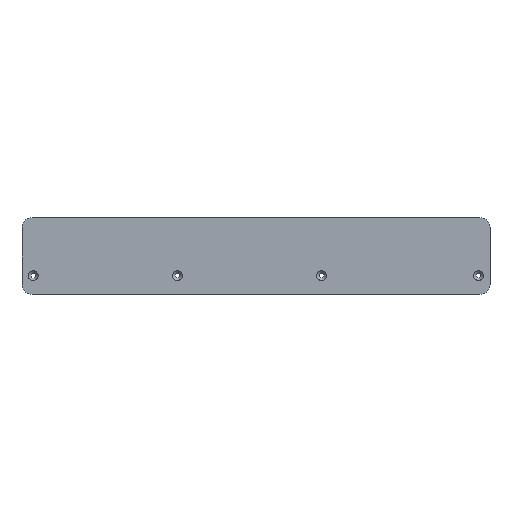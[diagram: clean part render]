
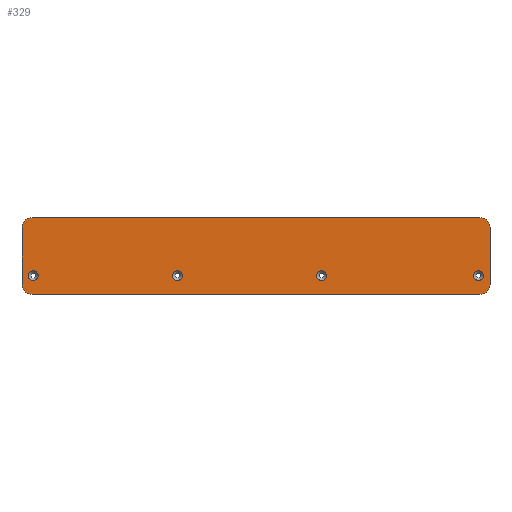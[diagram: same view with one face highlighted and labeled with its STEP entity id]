
A CAD part, top view. The second image highlights one B-rep face of the part: STEP entity #329.
In plain terms, the highlighted planar face has unit normal (0, 0, 1).
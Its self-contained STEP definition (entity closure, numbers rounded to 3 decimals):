
#15=FACE_BOUND('',#72,.T.);
#16=FACE_BOUND('',#73,.T.);
#17=FACE_BOUND('',#74,.T.);
#18=FACE_BOUND('',#75,.T.);
#27=PLANE('',#381);
#53=FACE_OUTER_BOUND('',#71,.T.);
#71=EDGE_LOOP('',(#285,#286,#287,#288,#289,#290,#291,#292));
#72=EDGE_LOOP('',(#293));
#73=EDGE_LOOP('',(#294));
#74=EDGE_LOOP('',(#295));
#75=EDGE_LOOP('',(#296));
#91=LINE('',#533,#115);
#95=LINE('',#545,#119);
#99=LINE('',#557,#123);
#103=LINE('',#569,#127);
#115=VECTOR('',#437,10.);
#119=VECTOR('',#449,10.);
#123=VECTOR('',#461,10.);
#127=VECTOR('',#473,10.);
#129=CIRCLE('',#346,2.4);
#131=CIRCLE('',#349,2.4);
#133=CIRCLE('',#352,2.4);
#135=CIRCLE('',#355,2.4);
#142=CIRCLE('',#368,5.);
#144=CIRCLE('',#372,5.);
#146=CIRCLE('',#376,5.);
#148=CIRCLE('',#380,5.);
#149=VERTEX_POINT('',#487);
#151=VERTEX_POINT('',#493);
#153=VERTEX_POINT('',#499);
#155=VERTEX_POINT('',#505);
#163=VERTEX_POINT('',#530);
#164=VERTEX_POINT('',#532);
#166=VERTEX_POINT('',#538);
#168=VERTEX_POINT('',#544);
#170=VERTEX_POINT('',#550);
#172=VERTEX_POINT('',#556);
#174=VERTEX_POINT('',#562);
#176=VERTEX_POINT('',#568);
#177=EDGE_CURVE('',#149,#149,#129,.T.);
#180=EDGE_CURVE('',#151,#151,#131,.T.);
#183=EDGE_CURVE('',#153,#153,#133,.T.);
#186=EDGE_CURVE('',#155,#155,#135,.T.);
#199=EDGE_CURVE('',#164,#163,#91,.T.);
#202=EDGE_CURVE('',#166,#164,#142,.T.);
#205=EDGE_CURVE('',#168,#166,#95,.T.);
#208=EDGE_CURVE('',#170,#168,#144,.T.);
#211=EDGE_CURVE('',#172,#170,#99,.T.);
#214=EDGE_CURVE('',#174,#172,#146,.T.);
#217=EDGE_CURVE('',#176,#174,#103,.T.);
#220=EDGE_CURVE('',#163,#176,#148,.T.);
#285=ORIENTED_EDGE('',*,*,#220,.T.);
#286=ORIENTED_EDGE('',*,*,#217,.T.);
#287=ORIENTED_EDGE('',*,*,#214,.T.);
#288=ORIENTED_EDGE('',*,*,#211,.T.);
#289=ORIENTED_EDGE('',*,*,#208,.T.);
#290=ORIENTED_EDGE('',*,*,#205,.T.);
#291=ORIENTED_EDGE('',*,*,#202,.T.);
#292=ORIENTED_EDGE('',*,*,#199,.T.);
#293=ORIENTED_EDGE('',*,*,#177,.T.);
#294=ORIENTED_EDGE('',*,*,#180,.T.);
#295=ORIENTED_EDGE('',*,*,#183,.T.);
#296=ORIENTED_EDGE('',*,*,#186,.T.);
#329=ADVANCED_FACE('',(#53,#15,#16,#17,#18),#27,.T.);
#346=AXIS2_PLACEMENT_3D('',#488,#387,#388);
#349=AXIS2_PLACEMENT_3D('',#494,#394,#395);
#352=AXIS2_PLACEMENT_3D('',#500,#401,#402);
#355=AXIS2_PLACEMENT_3D('',#506,#408,#409);
#368=AXIS2_PLACEMENT_3D('',#539,#443,#444);
#372=AXIS2_PLACEMENT_3D('',#551,#455,#456);
#376=AXIS2_PLACEMENT_3D('',#563,#467,#468);
#380=AXIS2_PLACEMENT_3D('',#573,#479,#480);
#381=AXIS2_PLACEMENT_3D('',#574,#481,#482);
#387=DIRECTION('center_axis',(0.,0.,-1.));
#388=DIRECTION('ref_axis',(1.,0.,0.));
#394=DIRECTION('center_axis',(0.,0.,-1.));
#395=DIRECTION('ref_axis',(1.,0.,0.));
#401=DIRECTION('center_axis',(0.,0.,-1.));
#402=DIRECTION('ref_axis',(1.,0.,0.));
#408=DIRECTION('center_axis',(0.,0.,-1.));
#409=DIRECTION('ref_axis',(1.,0.,0.));
#437=DIRECTION('',(1.,0.,0.));
#443=DIRECTION('center_axis',(0.,0.,1.));
#444=DIRECTION('ref_axis',(-1.,0.,0.));
#449=DIRECTION('',(0.,-1.,0.));
#455=DIRECTION('center_axis',(0.,0.,
1.));
#456=DIRECTION('ref_axis',(0.,1.,0.));
#461=DIRECTION('',(-1.,0.,0.));
#467=DIRECTION('center_axis',(0.,0.,
1.));
#468=DIRECTION('ref_axis',(1.,0.,0.));
#473=DIRECTION('',(0.,1.,0.));
#479=DIRECTION('center_axis',(0.,0.,
1.));
#480=DIRECTION('ref_axis',(0.,-1.,0.));
#481=DIRECTION('center_axis',(0.,0.,1.));
#482=DIRECTION('ref_axis',(1.,0.,0.));
#487=CARTESIAN_POINT('',(104.666,-8.548,3.));
#488=CARTESIAN_POINT('Origin',(107.066,-8.548,3.));
#493=CARTESIAN_POINT('',(28.306,-8.564,3.));
#494=CARTESIAN_POINT('Origin',(30.706,-8.564,3.));
#499=CARTESIAN_POINT('',(-111.984,-8.55,3.));
#500=CARTESIAN_POINT('Origin',(-109.584,-8.55,3.));
#505=CARTESIAN_POINT('',(-41.834,-8.55,3.));
#506=CARTESIAN_POINT('Origin',(-39.434,-8.55,3.));
#530=CARTESIAN_POINT('',(107.666,-17.716,3.));
#532=CARTESIAN_POINT('',(-110.034,-17.716,3.));
#533=CARTESIAN_POINT('',(107.666,-17.716,3.));
#538=CARTESIAN_POINT('',(-115.034,-12.716,3.));
#539=CARTESIAN_POINT('Origin',(-110.034,-12.716,3.));
#544=CARTESIAN_POINT('',(-115.034,14.784,3.));
#545=CARTESIAN_POINT('',(-115.034,14.784,3.));
#550=CARTESIAN_POINT('',(-110.034,19.784,3.));
#551=CARTESIAN_POINT('Origin',(-110.034,14.784,3.));
#556=CARTESIAN_POINT('',(107.666,19.784,3.));
#557=CARTESIAN_POINT('',(107.666,19.784,3.));
#562=CARTESIAN_POINT('',(112.666,14.784,3.));
#563=CARTESIAN_POINT('Origin',(107.666,14.784,3.));
#568=CARTESIAN_POINT('',(112.666,-12.716,3.));
#569=CARTESIAN_POINT('',(112.666,14.784,3.));
#573=CARTESIAN_POINT('Origin',(107.666,-12.716,3.));
#574=CARTESIAN_POINT('Origin',(-1.184,1.034,3.));
